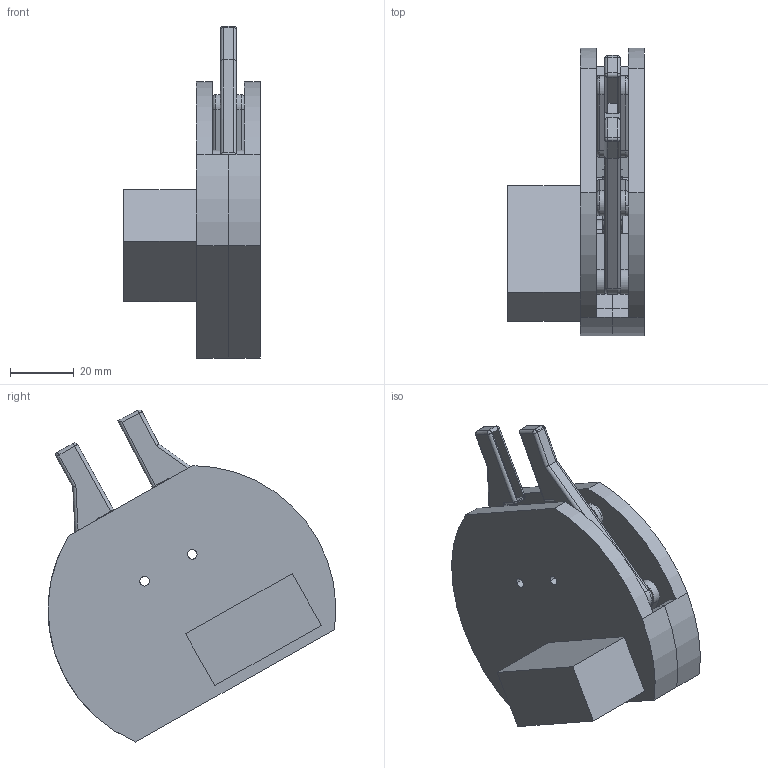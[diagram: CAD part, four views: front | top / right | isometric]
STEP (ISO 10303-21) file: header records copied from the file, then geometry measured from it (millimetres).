
FILE_DESCRIPTION (( 'STEP AP214' ), '1' );
FILE_NAME ('標蛈.STEP', '2022-06-12T12:14:12', ( '' ), ( '' ), 'SwSTEP 2.0', 'SolidWorks 2019', '' );
FILE_SCHEMA (( 'AUTOMOTIVE_DESIGN' ));
Length unit declared in the file: millimetre
Products named in the file (10): microservoArm_A3; plate2; rod01; 標蛈; 喘謫; rod03; rod02; plate1; microservoSG90; 喘謫2
Assembly tree (10 placements, depth 2):
  標蛈
    microservoArm_A3
    rod02  x2
    microservoSG90
    喘謫
    喘謫2
    plate1
    rod03
    rod01
    plate2
Bounding box: 42.8 x 89.97 x 103.78 mm (x, y, z)
Volume: 83028.9 mm3; surface area: 48420.5 mm2
Topology: 10 solids, 10 shells, 630 faces, 1633 edges, 1037 vertices
Faces by surface type: cylinder 367, plane 200, torus 33, bspline 18, sphere 12
Entity records: 20343 total; most frequent: CARTESIAN_POINT 4627, DIRECTION 3368, ORIENTED_EDGE 3096, EDGE_CURVE 1548, AXIS2_PLACEMENT_3D 1298, VERTEX_POINT 991, LINE 772, VECTOR 772
